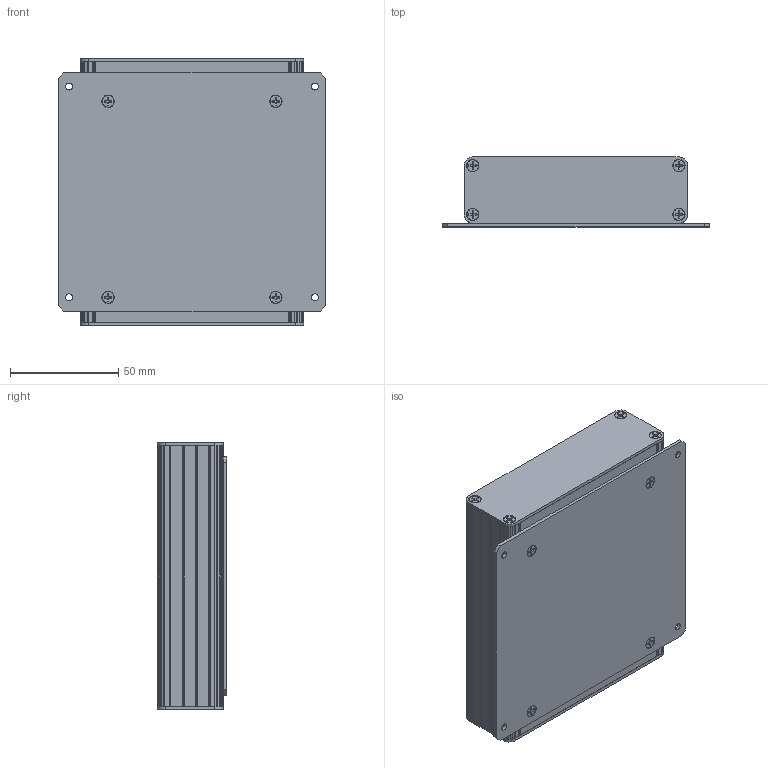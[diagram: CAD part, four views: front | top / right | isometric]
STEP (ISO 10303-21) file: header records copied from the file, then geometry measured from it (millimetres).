
FILE_DESCRIPTION (( 'STEP AP214' ), '1' );
FILE_NAME ('T-series Generic Enclosure.STEP', '2022-08-06T00:58:32', ( '' ), ( '' ), 'SwSTEP 2.0', 'SolidWorks 2022', '' );
FILE_SCHEMA (( 'AUTOMOTIVE_DESIGN' ));
Length unit declared in the file: inch
Products named in the file (8): 585-1326; 4-40 SS FLAT UNDERCUT HEAD PHIL MACHINE SCREW_91099A152; Top cover; T-series Generic Enclosure; 4-40_313 Phillips Flat Head Screw_91771A107; T Series Panel; Flange; T560 Box
Assembly tree (21 placements, depth 2):
  T-series Generic Enclosure
    T560 Box
    585-1326  x4
    Top cover
    T Series Panel  x2
    4-40_313 Phillips Flat Head Screw_91771A107  x8
    Flange
    4-40 SS FLAT UNDERCUT HEAD PHIL MACHINE SCREW_91099A152  x4
Bounding box: 123.44 x 32.09 x 123.04 mm (x, y, z)
Volume: 90986.4 mm3; surface area: 118502.7 mm2
Topology: 21 solids, 21 shells, 1319 faces, 3675 edges, 2418 vertices
Faces by surface type: plane 737, cylinder 414, cone 136, bspline 32
Entity records: 23630 total; most frequent: CARTESIAN_POINT 6153, ORIENTED_EDGE 3662, DIRECTION 3183, EDGE_CURVE 1831, LINE 1509, VECTOR 1509, VERTEX_POINT 1214, AXIS2_PLACEMENT_3D 837
